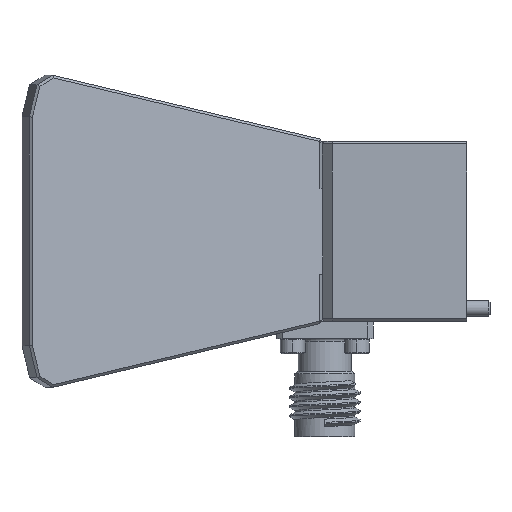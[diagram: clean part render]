
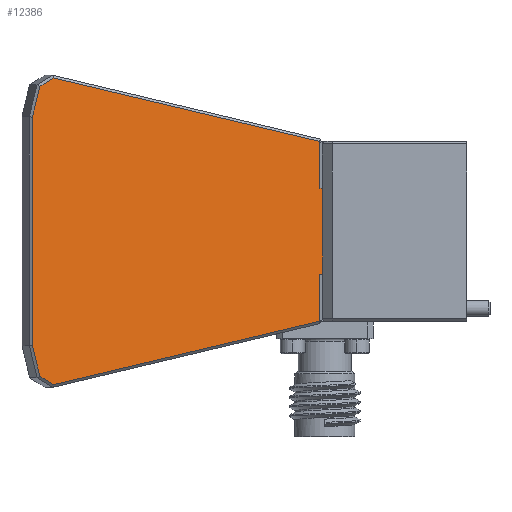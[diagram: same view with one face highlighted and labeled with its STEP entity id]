
A CAD part, left-side view. The second image highlights one B-rep face of the part: STEP entity #12386.
In plain terms, the highlighted planar face has unit normal (-0.964, -0.268, 0).
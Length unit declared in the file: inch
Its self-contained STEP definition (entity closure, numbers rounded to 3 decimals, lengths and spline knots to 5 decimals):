
#20 = DIRECTION ( 'NONE',  ( 0.064, -0.232, -0.971 ) ) ;
#192 = CARTESIAN_POINT ( 'NONE',  ( -0.65198, 1.36912, 0.59636 ) ) ;
#208 = LINE ( 'NONE', #1353, #14430 ) ;
#271 = ORIENTED_EDGE ( 'NONE', *, *, #12348, .F. ) ;
#328 = EDGE_CURVE ( 'NONE', #11065, #8222, #3727, .T. ) ;
#705 = EDGE_CURVE ( 'NONE', #4428, #2308, #2566, .T. ) ;
#756 = EDGE_LOOP ( 'NONE', ( #12685, #14731, #14336, #271, #8547, #1031, #1411, #4649, #3572, #10705, #6118, #9846 ) ) ;
#868 = EDGE_CURVE ( 'NONE', #5373, #14827, #11930, .T. ) ;
#1031 = ORIENTED_EDGE ( 'NONE', *, *, #2984, .T. ) ;
#1223 = CARTESIAN_POINT ( 'NONE',  ( -0.68147, 1.47532, 0.34248 ) ) ;
#1353 = CARTESIAN_POINT ( 'NONE',  ( -0.46986, 0.7133, 0.99948 ) ) ;
#1411 = ORIENTED_EDGE ( 'NONE', *, *, #4079, .T. ) ;
#1538 = DIRECTION ( 'NONE',  ( 0., 0., 1. ) ) ;
#1797 = CARTESIAN_POINT ( 'NONE',  ( -0.67476, 1.45114, 0. ) ) ;
#2308 = VERTEX_POINT ( 'NONE', #13073 ) ;
#2557 = EDGE_CURVE ( 'NONE', #8222, #13588, #12225, .T. ) ;
#2558 = LINE ( 'NONE', #2697, #10043 ) ;
#2566 = LINE ( 'NONE', #7211, #5475 ) ;
#2697 = CARTESIAN_POINT ( 'NONE',  ( -0.3647, 0.33464, 0.35745 ) ) ;
#2751 = CARTESIAN_POINT ( 'NONE',  ( -0.29371, 0.07902, 0.28848 ) ) ;
#2984 = EDGE_CURVE ( 'NONE', #5769, #5734, #6543, .T. ) ;
#3037 = CARTESIAN_POINT ( 'NONE',  ( -0.3647, 0.33464, -0.34948 ) ) ;
#3337 = EDGE_CURVE ( 'NONE', #3380, #10445, #5253, .T. ) ;
#3380 = VERTEX_POINT ( 'NONE', #3037 ) ;
#3550 = DIRECTION ( 'NONE',  ( -0.964, -0.268, 0. ) ) ;
#3572 = ORIENTED_EDGE ( 'NONE', *, *, #2557, .T. ) ;
#3727 = LINE ( 'NONE', #1223, #14456 ) ;
#3953 = LINE ( 'NONE', #4105, #6570 ) ;
#4079 = EDGE_CURVE ( 'NONE', #5734, #11065, #208, .T. ) ;
#4105 = CARTESIAN_POINT ( 'NONE',  ( -0.29371, 0.07902, -0.28848 ) ) ;
#4428 = VERTEX_POINT ( 'NONE', #10227 ) ;
#4535 = PLANE ( 'NONE',  #6836 ) ;
#4649 = ORIENTED_EDGE ( 'NONE', *, *, #328, .T. ) ;
#5019 = CARTESIAN_POINT ( 'NONE',  ( -0.3647, 0.33464, -0.1665 ) ) ;
#5253 = LINE ( 'NONE', #12040, #11004 ) ;
#5359 = DIRECTION ( 'NONE',  ( 0., 0., -1. ) ) ;
#5373 = VERTEX_POINT ( 'NONE', #7644 ) ;
#5475 = VECTOR ( 'NONE', #5846, 39.37008 ) ;
#5583 = EDGE_CURVE ( 'NONE', #4428, #10445, #6953, .T. ) ;
#5734 = VERTEX_POINT ( 'NONE', #192 ) ;
#5769 = VERTEX_POINT ( 'NONE', #14127 ) ;
#5815 = DIRECTION ( 'NONE',  ( -0.268, 0.964, 0. ) ) ;
#5846 = DIRECTION ( 'NONE',  ( 0., 0., 1. ) ) ;
#6118 = ORIENTED_EDGE ( 'NONE', *, *, #868, .T. ) ;
#6462 = CARTESIAN_POINT ( 'NONE',  ( -0.65198, 1.36912, -0.59636 ) ) ;
#6543 = LINE ( 'NONE', #2751, #12733 ) ;
#6570 = VECTOR ( 'NONE', #7453, 39.37008 ) ;
#6600 = VECTOR ( 'NONE', #5359, 39.37008 ) ;
#6812 = CARTESIAN_POINT ( 'NONE',  ( -0.31146, 0.14293, 0.1665 ) ) ;
#6836 = AXIS2_PLACEMENT_3D ( 'NONE', #9179, #3550, #10402 ) ;
#6953 = LINE ( 'NONE', #8101, #10674 ) ;
#7049 = CARTESIAN_POINT ( 'NONE',  ( -0.67476, 1.45114, -0.44378 ) ) ;
#7211 = CARTESIAN_POINT ( 'NONE',  ( -0.36158, 0.32342, 0. ) ) ;
#7448 = EDGE_CURVE ( 'NONE', #14827, #3380, #3953, .T. ) ;
#7453 = DIRECTION ( 'NONE',  ( 0.261, -0.939, 0.224 ) ) ;
#7644 = CARTESIAN_POINT ( 'NONE',  ( -0.66682, 1.42257, -0.56351 ) ) ;
#7649 = VECTOR ( 'NONE', #20, 39.37008 ) ;
#7964 = LINE ( 'NONE', #6812, #12194 ) ;
#8005 = CARTESIAN_POINT ( 'NONE',  ( -0.68147, 1.47532, -0.34248 ) ) ;
#8045 = CARTESIAN_POINT ( 'NONE',  ( -0.67476, 1.45114, 0.44378 ) ) ;
#8101 = CARTESIAN_POINT ( 'NONE',  ( -0.31146, 0.14293, -0.1665 ) ) ;
#8123 = FACE_OUTER_BOUND ( 'NONE', #756, .T. ) ;
#8222 = VERTEX_POINT ( 'NONE', #8045 ) ;
#8547 = ORIENTED_EDGE ( 'NONE', *, *, #13714, .T. ) ;
#9179 = CARTESIAN_POINT ( 'NONE',  ( -0.31146, 0.14293, 0. ) ) ;
#9846 = ORIENTED_EDGE ( 'NONE', *, *, #7448, .T. ) ;
#10043 = VECTOR ( 'NONE', #14079, 39.37008 ) ;
#10227 = CARTESIAN_POINT ( 'NONE',  ( -0.36158, 0.32342, -0.1665 ) ) ;
#10236 = VERTEX_POINT ( 'NONE', #11585 ) ;
#10402 = DIRECTION ( 'NONE',  ( -0.268, 0.964, 0. ) ) ;
#10440 = LINE ( 'NONE', #8005, #7649 ) ;
#10445 = VERTEX_POINT ( 'NONE', #5019 ) ;
#10471 = DIRECTION ( 'NONE',  ( 0.268, -0.964, 0. ) ) ;
#10674 = VECTOR ( 'NONE', #5815, 39.37008 ) ;
#10705 = ORIENTED_EDGE ( 'NONE', *, *, #14538, .T. ) ;
#10864 = CARTESIAN_POINT ( 'NONE',  ( -0.46986, 0.7133, -0.99948 ) ) ;
#11004 = VECTOR ( 'NONE', #1538, 39.37008 ) ;
#11065 = VERTEX_POINT ( 'NONE', #12138 ) ;
#11585 = CARTESIAN_POINT ( 'NONE',  ( -0.3647, 0.33464, 0.1665 ) ) ;
#11930 = LINE ( 'NONE', #10864, #14240 ) ;
#12040 = CARTESIAN_POINT ( 'NONE',  ( -0.3647, 0.33464, -0.1665 ) ) ;
#12138 = CARTESIAN_POINT ( 'NONE',  ( -0.66682, 1.42257, 0.56351 ) ) ;
#12194 = VECTOR ( 'NONE', #10471, 39.37008 ) ;
#12200 = DIRECTION ( 'NONE',  ( -0.261, 0.939, 0.224 ) ) ;
#12225 = LINE ( 'NONE', #1797, #6600 ) ;
#12348 = EDGE_CURVE ( 'NONE', #10236, #2308, #7964, .T. ) ;
#12386 = ADVANCED_FACE ( 'NONE', ( #8123 ), #4535, .T. ) ;
#12685 = ORIENTED_EDGE ( 'NONE', *, *, #3337, .T. ) ;
#12733 = VECTOR ( 'NONE', #12200, 39.37008 ) ;
#12924 = DIRECTION ( 'NONE',  ( -0.23, 0.829, -0.51 ) ) ;
#12954 = DIRECTION ( 'NONE',  ( -0.064, 0.232, -0.971 ) ) ;
#13073 = CARTESIAN_POINT ( 'NONE',  ( -0.36158, 0.32342, 0.1665 ) ) ;
#13588 = VERTEX_POINT ( 'NONE', #7049 ) ;
#13714 = EDGE_CURVE ( 'NONE', #10236, #5769, #2558, .T. ) ;
#14079 = DIRECTION ( 'NONE',  ( 0., 0., 1. ) ) ;
#14127 = CARTESIAN_POINT ( 'NONE',  ( -0.3647, 0.33464, 0.34948 ) ) ;
#14240 = VECTOR ( 'NONE', #14529, 39.37008 ) ;
#14336 = ORIENTED_EDGE ( 'NONE', *, *, #705, .T. ) ;
#14430 = VECTOR ( 'NONE', #12924, 39.37008 ) ;
#14456 = VECTOR ( 'NONE', #12954, 39.37008 ) ;
#14529 = DIRECTION ( 'NONE',  ( 0.23, -0.829, -0.51 ) ) ;
#14538 = EDGE_CURVE ( 'NONE', #13588, #5373, #10440, .T. ) ;
#14731 = ORIENTED_EDGE ( 'NONE', *, *, #5583, .F. ) ;
#14827 = VERTEX_POINT ( 'NONE', #6462 ) ;
